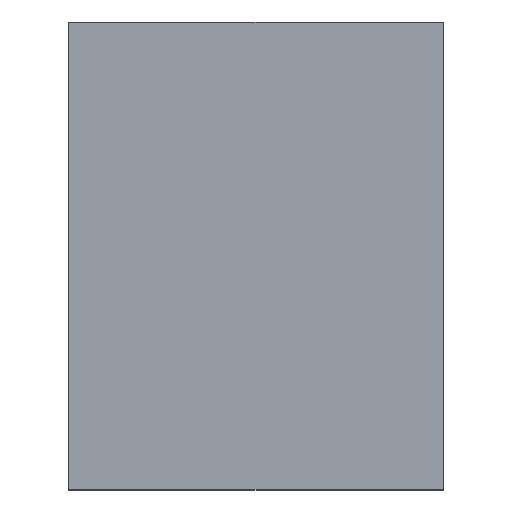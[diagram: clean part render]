
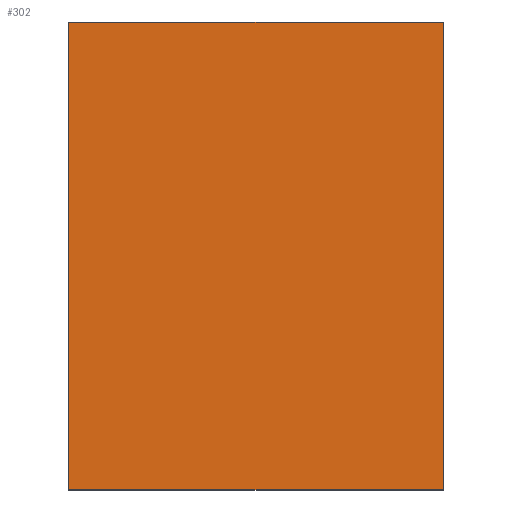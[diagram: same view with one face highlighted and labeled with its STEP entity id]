
A CAD part, top view. The second image highlights one B-rep face of the part: STEP entity #302.
In plain terms, the highlighted planar face has unit normal (0, 0, 1).
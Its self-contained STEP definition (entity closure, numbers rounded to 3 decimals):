
#24 = VERTEX_POINT('',#25);
#25 = CARTESIAN_POINT('',(271.933,291.945,
    318.02));
#31 = PLANE('',#32);
#32 = AXIS2_PLACEMENT_3D('',#33,#34,#35);
#33 = CARTESIAN_POINT('',(271.933,292.565,
    318.22));
#34 = DIRECTION('',(1.,0.,0.));
#35 = DIRECTION('',(0.,0.,1.));
#42 = PLANE('',#43);
#43 = AXIS2_PLACEMENT_3D('',#44,#45,#46);
#44 = CARTESIAN_POINT('',(267.413,291.945,
    318.22));
#45 = DIRECTION('',(0.,1.,0.));
#46 = DIRECTION('',(0.,0.,-1.));
#53 = EDGE_CURVE('',#24,#54,#56,.T.);
#54 = VERTEX_POINT('',#55);
#55 = CARTESIAN_POINT('',(271.933,286.945,
    318.02));
#56 = SURFACE_CURVE('',#57,(#60,#66),.PCURVE_S1.);
#57 = B_SPLINE_CURVE_WITH_KNOTS('',1,(#58,#59),.UNSPECIFIED.,.F.,.F.,(2,
    2),(0.,5.),.PIECEWISE_BEZIER_KNOTS.);
#58 = CARTESIAN_POINT('',(271.933,291.945,
    318.02));
#59 = CARTESIAN_POINT('',(271.933,286.945,
    318.02));
#60 = PCURVE('',#31,#61);
#61 = DEFINITIONAL_REPRESENTATION('',(#62),#65);
#62 = B_SPLINE_CURVE_WITH_KNOTS('',1,(#63,#64),.UNSPECIFIED.,.F.,.F.,(2,
    2),(0.,5.),.PIECEWISE_BEZIER_KNOTS.);
#63 = CARTESIAN_POINT('',(-0.2,0.62));
#64 = CARTESIAN_POINT('',(-0.2,5.62));
#65 = ( GEOMETRIC_REPRESENTATION_CONTEXT(2) 
PARAMETRIC_REPRESENTATION_CONTEXT() REPRESENTATION_CONTEXT('2D SPACE',''
  ) );
#66 = PCURVE('',#67,#72);
#67 = PLANE('',#68);
#68 = AXIS2_PLACEMENT_3D('',#69,#70,#71);
#69 = CARTESIAN_POINT('',(267.413,292.565,
    318.02));
#70 = DIRECTION('',(0.,0.,1.));
#71 = DIRECTION('',(0.,-1.,0.));
#72 = DEFINITIONAL_REPRESENTATION('',(#73),#76);
#73 = B_SPLINE_CURVE_WITH_KNOTS('',1,(#74,#75),.UNSPECIFIED.,.F.,.F.,(2,
    2),(0.,5.),.PIECEWISE_BEZIER_KNOTS.);
#74 = CARTESIAN_POINT('',(0.62,4.52));
#75 = CARTESIAN_POINT('',(5.62,4.52));
#76 = ( GEOMETRIC_REPRESENTATION_CONTEXT(2) 
PARAMETRIC_REPRESENTATION_CONTEXT() REPRESENTATION_CONTEXT('2D SPACE',''
  ) );
#92 = PLANE('',#93);
#93 = AXIS2_PLACEMENT_3D('',#94,#95,#96);
#94 = CARTESIAN_POINT('',(272.453,286.945,
    318.22));
#95 = DIRECTION('',(0.,-1.,0.));
#96 = DIRECTION('',(0.,0.,1.));
#130 = EDGE_CURVE('',#54,#131,#133,.T.);
#131 = VERTEX_POINT('',#132);
#132 = CARTESIAN_POINT('',(267.933,286.945,
    318.02));
#133 = SURFACE_CURVE('',#134,(#137,#143),.PCURVE_S1.);
#134 = B_SPLINE_CURVE_WITH_KNOTS('',1,(#135,#136),.UNSPECIFIED.,.F.,.F.,
  (2,2),(0.,4.),.PIECEWISE_BEZIER_KNOTS.);
#135 = CARTESIAN_POINT('',(271.933,286.945,
    318.02));
#136 = CARTESIAN_POINT('',(267.933,286.945,
    318.02));
#137 = PCURVE('',#92,#138);
#138 = DEFINITIONAL_REPRESENTATION('',(#139),#142);
#139 = B_SPLINE_CURVE_WITH_KNOTS('',1,(#140,#141),.UNSPECIFIED.,.F.,.F.,
  (2,2),(0.,4.),.PIECEWISE_BEZIER_KNOTS.);
#140 = CARTESIAN_POINT('',(-0.2,0.52));
#141 = CARTESIAN_POINT('',(-0.2,4.52));
#142 = ( GEOMETRIC_REPRESENTATION_CONTEXT(2) 
PARAMETRIC_REPRESENTATION_CONTEXT() REPRESENTATION_CONTEXT('2D SPACE',''
  ) );
#143 = PCURVE('',#67,#144);
#144 = DEFINITIONAL_REPRESENTATION('',(#145),#148);
#145 = B_SPLINE_CURVE_WITH_KNOTS('',1,(#146,#147),.UNSPECIFIED.,.F.,.F.,
  (2,2),(0.,4.),.PIECEWISE_BEZIER_KNOTS.);
#146 = CARTESIAN_POINT('',(5.62,4.52));
#147 = CARTESIAN_POINT('',(5.62,0.52));
#148 = ( GEOMETRIC_REPRESENTATION_CONTEXT(2) 
PARAMETRIC_REPRESENTATION_CONTEXT() REPRESENTATION_CONTEXT('2D SPACE',''
  ) );
#164 = PLANE('',#165);
#165 = AXIS2_PLACEMENT_3D('',#166,#167,#168);
#166 = CARTESIAN_POINT('',(267.933,286.325,
    318.22));
#167 = DIRECTION('',(-1.,0.,0.));
#168 = DIRECTION('',(0.,0.,-1.));
#197 = EDGE_CURVE('',#131,#198,#200,.T.);
#198 = VERTEX_POINT('',#199);
#199 = CARTESIAN_POINT('',(267.933,291.945,
    318.02));
#200 = SURFACE_CURVE('',#201,(#204,#210),.PCURVE_S1.);
#201 = B_SPLINE_CURVE_WITH_KNOTS('',1,(#202,#203),.UNSPECIFIED.,.F.,.F.,
  (2,2),(0.,5.),.PIECEWISE_BEZIER_KNOTS.);
#202 = CARTESIAN_POINT('',(267.933,286.945,
    318.02));
#203 = CARTESIAN_POINT('',(267.933,291.945,
    318.02));
#204 = PCURVE('',#164,#205);
#205 = DEFINITIONAL_REPRESENTATION('',(#206),#209);
#206 = B_SPLINE_CURVE_WITH_KNOTS('',1,(#207,#208),.UNSPECIFIED.,.F.,.F.,
  (2,2),(0.,5.),.PIECEWISE_BEZIER_KNOTS.);
#207 = CARTESIAN_POINT('',(0.2,-0.62));
#208 = CARTESIAN_POINT('',(0.2,-5.62));
#209 = ( GEOMETRIC_REPRESENTATION_CONTEXT(2) 
PARAMETRIC_REPRESENTATION_CONTEXT() REPRESENTATION_CONTEXT('2D SPACE',''
  ) );
#210 = PCURVE('',#67,#211);
#211 = DEFINITIONAL_REPRESENTATION('',(#212),#215);
#212 = B_SPLINE_CURVE_WITH_KNOTS('',1,(#213,#214),.UNSPECIFIED.,.F.,.F.,
  (2,2),(0.,5.),.PIECEWISE_BEZIER_KNOTS.);
#213 = CARTESIAN_POINT('',(5.62,0.52));
#214 = CARTESIAN_POINT('',(0.62,0.52));
#215 = ( GEOMETRIC_REPRESENTATION_CONTEXT(2) 
PARAMETRIC_REPRESENTATION_CONTEXT() REPRESENTATION_CONTEXT('2D SPACE',''
  ) );
#259 = EDGE_CURVE('',#198,#24,#260,.T.);
#260 = SURFACE_CURVE('',#261,(#264,#270),.PCURVE_S1.);
#261 = B_SPLINE_CURVE_WITH_KNOTS('',1,(#262,#263),.UNSPECIFIED.,.F.,.F.,
  (2,2),(0.,4.),.PIECEWISE_BEZIER_KNOTS.);
#262 = CARTESIAN_POINT('',(267.933,291.945,
    318.02));
#263 = CARTESIAN_POINT('',(271.933,291.945,
    318.02));
#264 = PCURVE('',#42,#265);
#265 = DEFINITIONAL_REPRESENTATION('',(#266),#269);
#266 = B_SPLINE_CURVE_WITH_KNOTS('',1,(#267,#268),.UNSPECIFIED.,.F.,.F.,
  (2,2),(0.,4.),.PIECEWISE_BEZIER_KNOTS.);
#267 = CARTESIAN_POINT('',(0.2,-0.52));
#268 = CARTESIAN_POINT('',(0.2,-4.52));
#269 = ( GEOMETRIC_REPRESENTATION_CONTEXT(2) 
PARAMETRIC_REPRESENTATION_CONTEXT() REPRESENTATION_CONTEXT('2D SPACE',''
  ) );
#270 = PCURVE('',#67,#271);
#271 = DEFINITIONAL_REPRESENTATION('',(#272),#275);
#272 = B_SPLINE_CURVE_WITH_KNOTS('',1,(#273,#274),.UNSPECIFIED.,.F.,.F.,
  (2,2),(0.,4.),.PIECEWISE_BEZIER_KNOTS.);
#273 = CARTESIAN_POINT('',(0.62,0.52));
#274 = CARTESIAN_POINT('',(0.62,4.52));
#275 = ( GEOMETRIC_REPRESENTATION_CONTEXT(2) 
PARAMETRIC_REPRESENTATION_CONTEXT() REPRESENTATION_CONTEXT('2D SPACE',''
  ) );
#302 = ADVANCED_FACE('',(#303),#67,.T.);
#303 = FACE_BOUND('',#304,.T.);
#304 = EDGE_LOOP('',(#305,#306,#307,#308));
#305 = ORIENTED_EDGE('',*,*,#53,.F.);
#306 = ORIENTED_EDGE('',*,*,#259,.F.);
#307 = ORIENTED_EDGE('',*,*,#197,.F.);
#308 = ORIENTED_EDGE('',*,*,#130,.F.);
